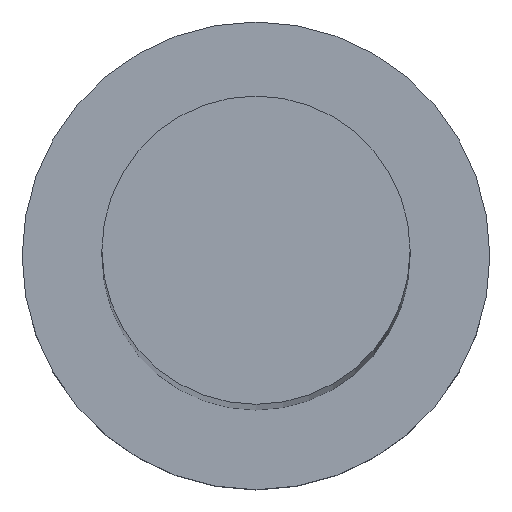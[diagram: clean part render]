
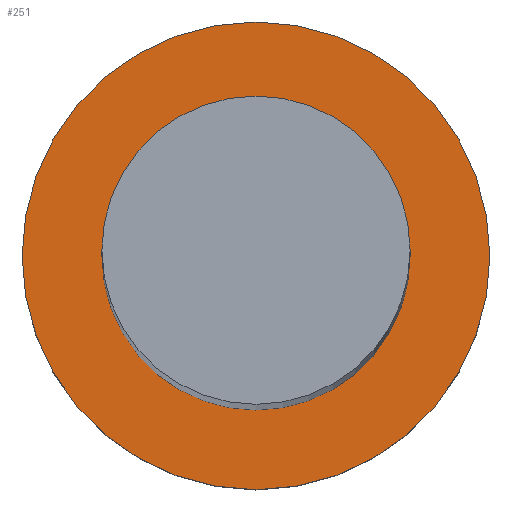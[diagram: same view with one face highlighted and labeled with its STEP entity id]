
A CAD part, top view. The second image highlights one B-rep face of the part: STEP entity #251.
In plain terms, the highlighted planar face has unit normal (0, 0, 1).
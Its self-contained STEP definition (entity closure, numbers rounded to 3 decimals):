
#8 = CARTESIAN_POINT ( 'NONE',  ( 11., 0., 7. ) ) ;
#16 = AXIS2_PLACEMENT_3D ( 'NONE', #157, #160, #155 ) ;
#17 = CARTESIAN_POINT ( 'NONE',  ( -11., 0., 7. ) ) ;
#31 = VERTEX_POINT ( 'NONE', #180 ) ;
#32 = CARTESIAN_POINT ( 'NONE',  ( 0., 0., 7. ) ) ;
#33 = CIRCLE ( 'NONE', #16, 11. ) ;
#52 = EDGE_LOOP ( 'NONE', ( #93, #131 ) ) ;
#59 = VERTEX_POINT ( 'NONE', #69 ) ;
#67 = CIRCLE ( 'NONE', #144, 7.25 ) ;
#69 = CARTESIAN_POINT ( 'NONE',  ( 7.25, 0., 7. ) ) ;
#73 = VERTEX_POINT ( 'NONE', #17 ) ;
#76 = DIRECTION ( 'NONE',  ( 0., 0., 1. ) ) ;
#82 = PLANE ( 'NONE',  #125 ) ;
#91 = ORIENTED_EDGE ( 'NONE', *, *, #232, .F. ) ;
#93 = ORIENTED_EDGE ( 'NONE', *, *, #200, .T. ) ;
#97 = CIRCLE ( 'NONE', #199, 7.25 ) ;
#109 = EDGE_CURVE ( 'NONE', #169, #73, #33, .T. ) ;
#113 = DIRECTION ( 'NONE',  ( 1., 0., 0. ) ) ;
#115 = CARTESIAN_POINT ( 'NONE',  ( 0., 0., 7. ) ) ;
#125 = AXIS2_PLACEMENT_3D ( 'NONE', #181, #132, #170 ) ;
#128 = CARTESIAN_POINT ( 'NONE',  ( 0., 0., 7. ) ) ;
#130 = EDGE_LOOP ( 'NONE', ( #163, #91 ) ) ;
#131 = ORIENTED_EDGE ( 'NONE', *, *, #109, .T. ) ;
#132 = DIRECTION ( 'NONE',  ( 0., 0., 1. ) ) ;
#135 = FACE_OUTER_BOUND ( 'NONE', #52, .T. ) ;
#144 = AXIS2_PLACEMENT_3D ( 'NONE', #115, #168, #253 ) ;
#152 = DIRECTION ( 'NONE',  ( 1., 0., 0. ) ) ;
#155 = DIRECTION ( 'NONE',  ( 1., 0., 0. ) ) ;
#157 = CARTESIAN_POINT ( 'NONE',  ( 0., 0., 7. ) ) ;
#160 = DIRECTION ( 'NONE',  ( 0., 0., 1. ) ) ;
#163 = ORIENTED_EDGE ( 'NONE', *, *, #203, .F. ) ;
#168 = DIRECTION ( 'NONE',  ( 0., 0., 1. ) ) ;
#169 = VERTEX_POINT ( 'NONE', #8 ) ;
#170 = DIRECTION ( 'NONE',  ( 1., 0., 0. ) ) ;
#180 = CARTESIAN_POINT ( 'NONE',  ( -7.25, 0., 7. ) ) ;
#181 = CARTESIAN_POINT ( 'NONE',  ( 0., 0., 7. ) ) ;
#199 = AXIS2_PLACEMENT_3D ( 'NONE', #32, #76, #113 ) ;
#200 = EDGE_CURVE ( 'NONE', #73, #169, #237, .T. ) ;
#201 = DIRECTION ( 'NONE',  ( 0., 0., 1. ) ) ;
#203 = EDGE_CURVE ( 'NONE', #31, #59, #67, .T. ) ;
#232 = EDGE_CURVE ( 'NONE', #59, #31, #97, .T. ) ;
#237 = CIRCLE ( 'NONE', #244, 11. ) ;
#244 = AXIS2_PLACEMENT_3D ( 'NONE', #128, #201, #152 ) ;
#250 = FACE_BOUND ( 'NONE', #130, .T. ) ;
#251 = ADVANCED_FACE ( 'NONE', ( #250, #135 ), #82, .T. ) ;
#253 = DIRECTION ( 'NONE',  ( 1., 0., 0. ) ) ;
